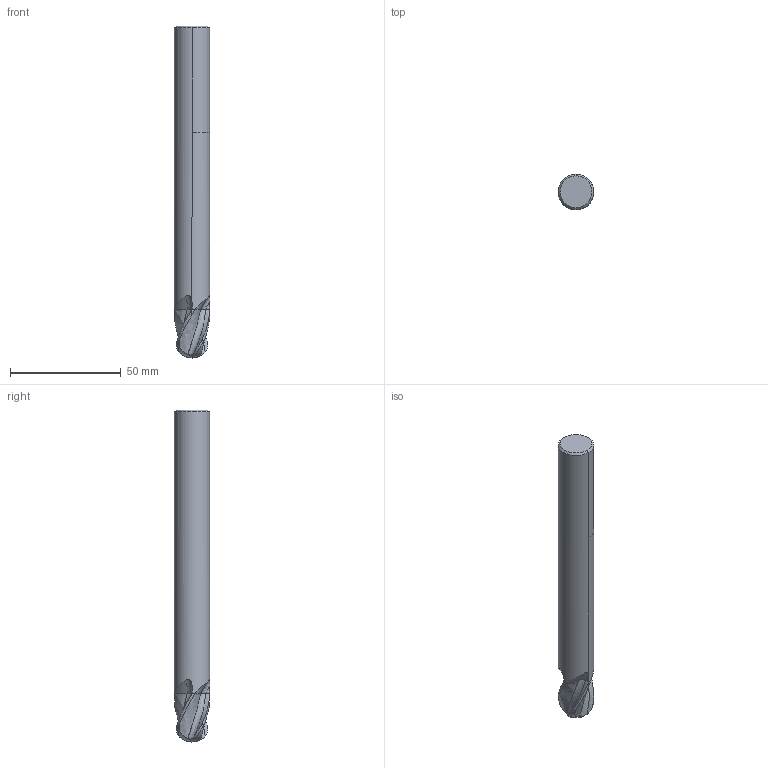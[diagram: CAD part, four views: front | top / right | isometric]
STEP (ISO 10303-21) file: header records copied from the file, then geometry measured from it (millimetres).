
FILE_DESCRIPTION(('no description'),'unknown implementation level');
FILE_NAME('K203343-16_16-Detail.stp',' ',('CIMSOURCE GmbH'),('CADClick - KiM GmbH - www.kimweb.de'),'unknown preprocess','ACIS','unknown authorization');
FILE_SCHEMA(('automotive_design'));
Length unit declared in the file: millimetre
Products named in the file (2): NOCUT; CUT
Bounding box: 16 x 16 x 150 mm (x, y, z)
Volume: 27670.9 mm3; surface area: 8038.3 mm2
Topology: 2 solids, 2 shells, 74 faces, 202 edges, 133 vertices
Faces by surface type: revolution 16, bspline 16, sphere 14, cone 12, plane 12, cylinder 4
Entity records: 8436 total; most frequent: CARTESIAN_POINT 4419, STYLED_ITEM 411, PRESENTATION_STYLE_ASSIGNMENT 411, COLOUR_RGB 411, ORIENTED_EDGE 404, DIRECTION 292, EDGE_CURVE 202, CURVE_STYLE 202
